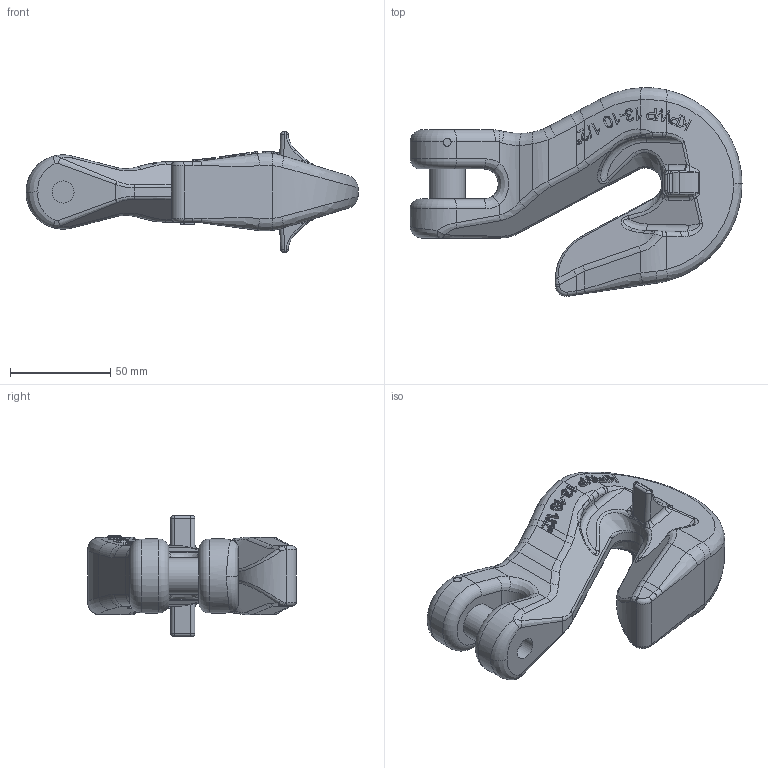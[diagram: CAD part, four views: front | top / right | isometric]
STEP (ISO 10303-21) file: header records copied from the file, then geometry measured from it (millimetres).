
FILE_DESCRIPTION(/* description */ (''),/* implementation_level */ '2;1');
FILE_NAME(/* name */ 'KPWP_13.stp',/* time_stamp */ '2022-06-02T18:30:03+02:00',/* author */ (''),/* organization */ (''),/* preprocessor_version */ 'ST-DEVELOPER v16',/* originating_system */ 'SIEMENS PLM Software NX 11.0',/* authorisation */ '');
FILE_SCHEMA (('AUTOMOTIVE_DESIGN { 1 0 10303 214 3 1 1 1 }'));
Length unit declared in the file: millimetre
Products named in the file (1): baf615CB0B0ukqx
Bounding box: 165.5 x 103.96 x 60 mm (x, y, z)
Volume: 267245.3 mm3; surface area: 41741 mm2
Topology: 3 solids, 3 shells, 583 faces, 1468 edges, 912 vertices
Faces by surface type: plane 178, bspline 174, extrusion 126, cylinder 87, torus 17, cone 1
Full cylindrical faces by diameter (mm): 4 x3, 11 x1, 18 x3
Entity records: 25099 total; most frequent: CARTESIAN_POINT 12737, ORIENTED_EDGE 2896, DIRECTION 1946, EDGE_CURVE 1448, VERTEX_POINT 908, B_SPLINE_CURVE_WITH_KNOTS 674, AXIS2_PLACEMENT_3D 651, VECTOR 644
